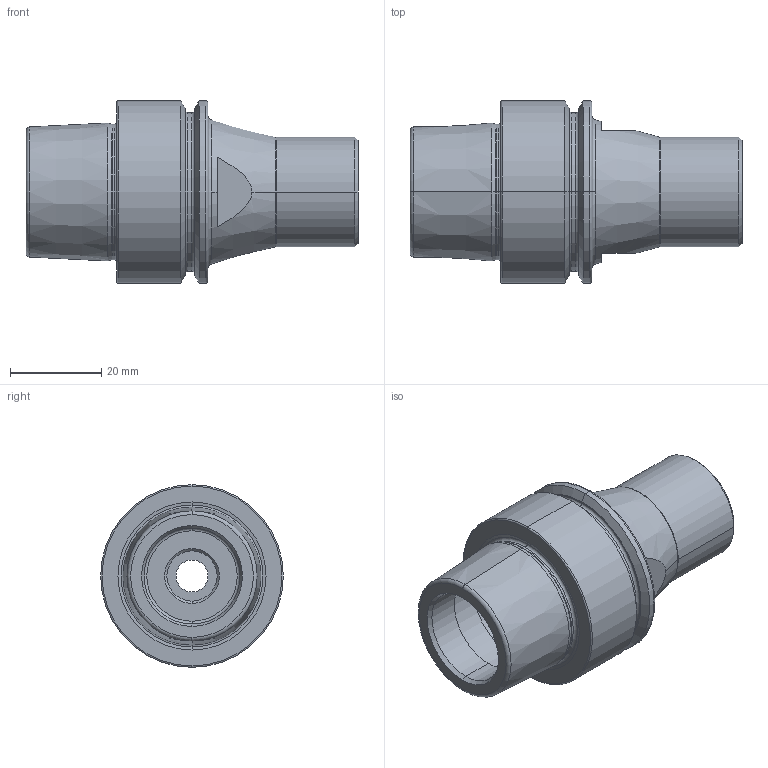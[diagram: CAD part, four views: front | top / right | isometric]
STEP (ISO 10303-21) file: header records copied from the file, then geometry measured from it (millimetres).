
FILE_DESCRIPTION (( 'STEP AP214' ), '1' );
FILE_NAME ('HE4-E21.So1.060.STEP', '2015-12-10T07:54:03', ( 'SWIAdmin' ), ( 'Hewlett-Packard Company' ), 'SwSTEP 2.0', 'SolidWorks 2015', '' );
FILE_SCHEMA (( 'AUTOMOTIVE_DESIGN' ));
Length unit declared in the file: millimetre
Products named in the file (2): HE4-E21.So1.060_B_Fertigbearbeitung; HE4-E21.So1.060
Assembly tree (1 placements, depth 2):
  HE4-E21.So1.060
    HE4-E21.So1.060_B_Fertigbearbeitung
Bounding box: 72.7 x 40 x 40 mm (x, y, z)
Volume: 35907.9 mm3; surface area: 13258.9 mm2
Topology: 1 solids, 1 shells, 87 faces, 182 edges, 104 vertices
Faces by surface type: torus 26, cone 24, cylinder 24, plane 13
Entity records: 2885 total; most frequent: DIRECTION 486, CARTESIAN_POINT 445, ORIENTED_EDGE 364, AXIS2_PLACEMENT_3D 217, EDGE_CURVE 182, CIRCLE 126, VERTEX_POINT 104, EDGE_LOOP 96
